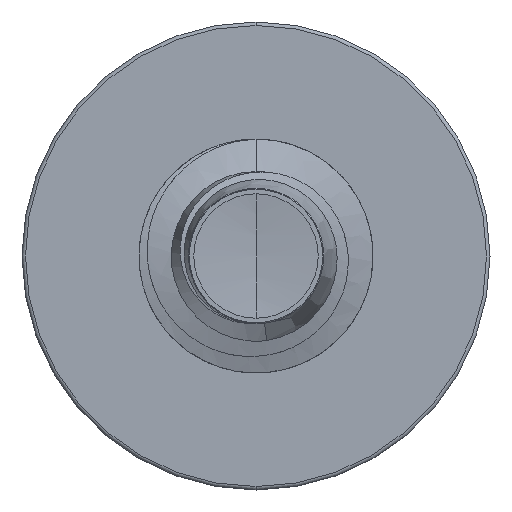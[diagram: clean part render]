
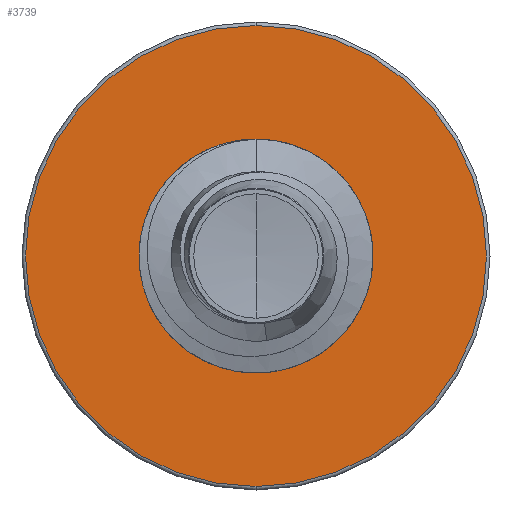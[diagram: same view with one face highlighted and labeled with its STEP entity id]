
A CAD part, front view. The second image highlights one B-rep face of the part: STEP entity #3739.
In plain terms, the highlighted planar face has unit normal (0, -1, 0).
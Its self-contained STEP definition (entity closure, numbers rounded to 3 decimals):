
#299 = EDGE_CURVE ( 'NONE', #813, #550, #433, .T. ) ;
#342 = FACE_OUTER_BOUND ( 'NONE', #3799, .T. ) ;
#433 = CIRCLE ( 'NONE', #7661, 1.576 ) ;
#550 = VERTEX_POINT ( 'NONE', #6067 ) ;
#631 = CIRCLE ( 'NONE', #7917, 1.576 ) ;
#680 = VERTEX_POINT ( 'NONE', #5068 ) ;
#813 = VERTEX_POINT ( 'NONE', #2226 ) ;
#1172 = DIRECTION ( 'NONE',  ( 0., 0., 1. ) ) ;
#1173 = DIRECTION ( 'NONE',  ( 0., 1., 0. ) ) ;
#1194 = CARTESIAN_POINT ( 'NONE',  ( 0., 2.5, -0.789 ) ) ;
#1235 = PLANE ( 'NONE',  #7567 ) ;
#1633 = EDGE_CURVE ( 'NONE', #680, #6526, #6745, .T. ) ;
#1768 = DIRECTION ( 'NONE',  ( 0., 0., 1. ) ) ;
#1771 = AXIS2_PLACEMENT_3D ( 'NONE', #1941, #1923, #1915 ) ;
#1776 = DIRECTION ( 'NONE',  ( 0., 1., 0. ) ) ;
#1781 = CARTESIAN_POINT ( 'NONE',  ( 0., 2.5, 0. ) ) ;
#1915 = DIRECTION ( 'NONE',  ( 0., 0., 1. ) ) ;
#1923 = DIRECTION ( 'NONE',  ( 0., 1., 0. ) ) ;
#1941 = CARTESIAN_POINT ( 'NONE',  ( 0., 2.5, 0. ) ) ;
#2226 = CARTESIAN_POINT ( 'NONE',  ( 0., 2.5, -1.576 ) ) ;
#2545 = EDGE_CURVE ( 'NONE', #6526, #680, #7342, .T. ) ;
#2667 = ORIENTED_EDGE ( 'NONE', *, *, #2545, .T. ) ;
#2724 = ORIENTED_EDGE ( 'NONE', *, *, #1633, .T. ) ;
#2800 = ORIENTED_EDGE ( 'NONE', *, *, #299, .F. ) ;
#2846 = ORIENTED_EDGE ( 'NONE', *, *, #3256, .F. ) ;
#3256 = EDGE_CURVE ( 'NONE', #550, #813, #631, .T. ) ;
#3739 = ADVANCED_FACE ( 'NONE', ( #342, #5619 ), #1235, .F. ) ;
#3799 = EDGE_LOOP ( 'NONE', ( #2846, #2800 ) ) ;
#4250 = CARTESIAN_POINT ( 'NONE',  ( 0., 2.5, 0. ) ) ;
#5068 = CARTESIAN_POINT ( 'NONE',  ( 0., 2.5, 0.789 ) ) ;
#5590 = EDGE_LOOP ( 'NONE', ( #2724, #2667 ) ) ;
#5619 = FACE_BOUND ( 'NONE', #5590, .T. ) ;
#5796 = CARTESIAN_POINT ( 'NONE',  ( 0., 2.5, -0.789 ) ) ;
#5857 = DIRECTION ( 'NONE',  ( 0., 0., 1. ) ) ;
#5858 = DIRECTION ( 'NONE',  ( 0., 1., 0. ) ) ;
#5869 = CARTESIAN_POINT ( 'NONE',  ( 0., 2.5, 0. ) ) ;
#6067 = CARTESIAN_POINT ( 'NONE',  ( 0., 2.5, 1.576 ) ) ;
#6516 = AXIS2_PLACEMENT_3D ( 'NONE', #1781, #1776, #1768 ) ;
#6526 = VERTEX_POINT ( 'NONE', #5796 ) ;
#6745 = CIRCLE ( 'NONE', #6516, 0.789 ) ;
#7342 = CIRCLE ( 'NONE', #1771, 0.789 ) ;
#7567 = AXIS2_PLACEMENT_3D ( 'NONE', #1194, #1173, #1172 ) ;
#7661 = AXIS2_PLACEMENT_3D ( 'NONE', #4250, #7747, #7683 ) ;
#7683 = DIRECTION ( 'NONE',  ( 0., 0., 1. ) ) ;
#7747 = DIRECTION ( 'NONE',  ( 0., 1., 0. ) ) ;
#7917 = AXIS2_PLACEMENT_3D ( 'NONE', #5869, #5858, #5857 ) ;
